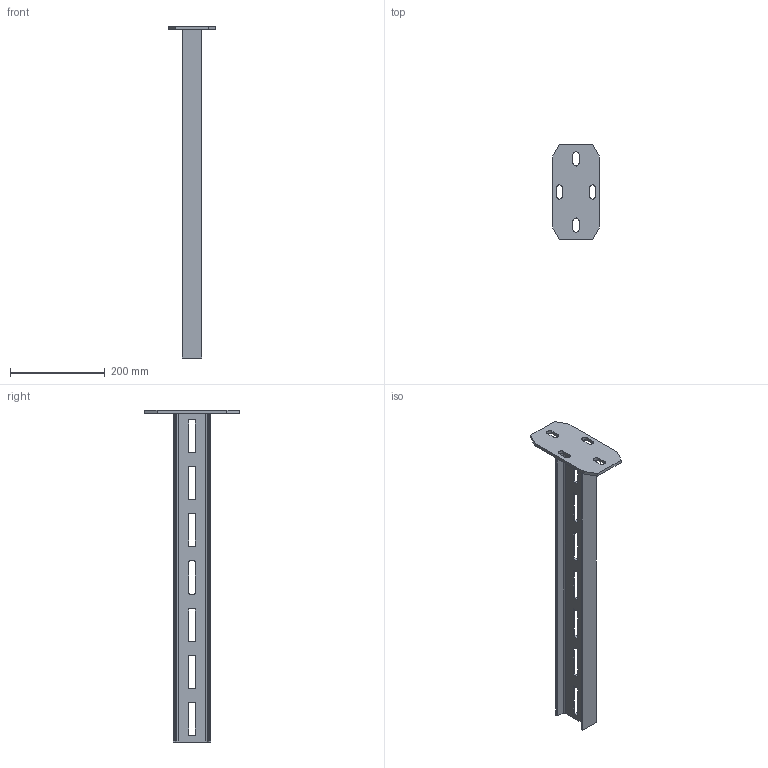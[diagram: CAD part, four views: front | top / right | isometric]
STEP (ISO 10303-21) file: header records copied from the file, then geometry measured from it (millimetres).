
FILE_DESCRIPTION (( 'STEP AP203' ), '1' );
FILE_NAME ('6361137_org.STEP', '2012-06-25T06:55:21', ( '' ), ( '' ), 'SwSTEP 2.0', 'SolidWorks 2012', '' );
FILE_SCHEMA (( 'CONFIG_CONTROL_DESIGN' ));
Length unit declared in the file: millimetre
Products named in the file (3): 6361137_org; KTS 02.020-001; KTS 01.001-035-2000_L696
Assembly tree (2 placements, depth 2):
  6361137_org
    KTS 01.001-035-2000_L696
    KTS 02.020-001
Bounding box: 100 x 200 x 702.5 mm (x, y, z)
Volume: 615809.5 mm3; surface area: 244129.3 mm2
Topology: 2 solids, 2 shells, 108 faces, 312 edges, 208 vertices
Faces by surface type: plane 60, cylinder 48
Entity records: 3921 total; most frequent: DIRECTION 634, CARTESIAN_POINT 633, ORIENTED_EDGE 624, EDGE_CURVE 312, LINE 216, VECTOR 216, AXIS2_PLACEMENT_3D 209, VERTEX_POINT 208
